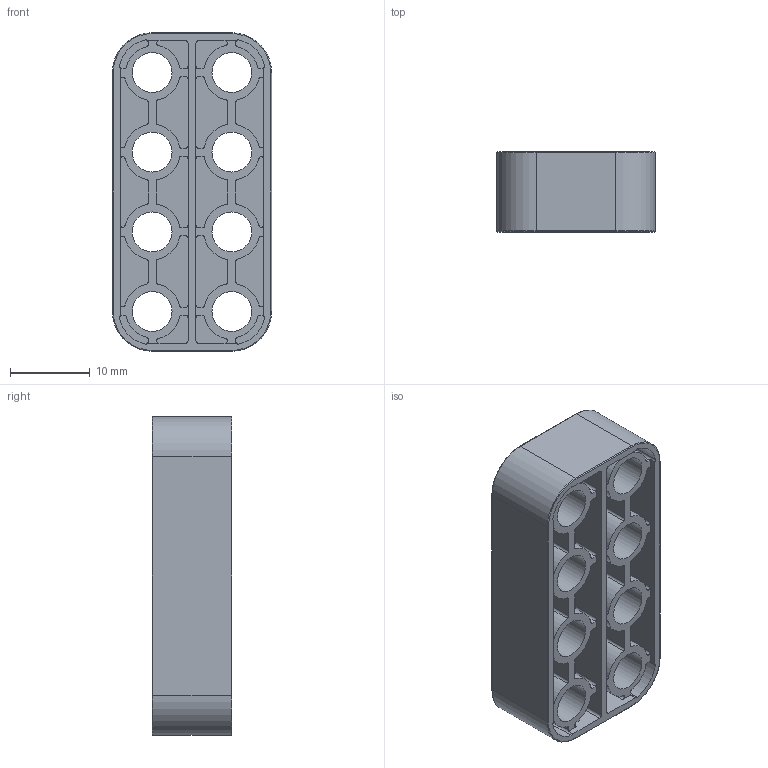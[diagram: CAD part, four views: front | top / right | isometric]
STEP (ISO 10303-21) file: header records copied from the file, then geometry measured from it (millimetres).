
FILE_DESCRIPTION(/* description */ (''),/* implementation_level */ '2;1');
FILE_NAME(/* name */ 'S4x2.stp',/* time_stamp */ '2019-05-05T21:01:04+02:00',/* author */ ('Varga Daniel'),/* organization */ (''),/* preprocessor_version */ 'ST-DEVELOPER v18',/* originating_system */ 'Autodesk Inventor 2020',/* authorisation */ '');
FILE_SCHEMA (('AUTOMOTIVE_DESIGN { 1 0 10303 214 3 1 1 }'));
Length unit declared in the file: millimetre
Products named in the file (1): S4x2
Bounding box: 20 x 10 x 40 mm (x, y, z)
Volume: 3245 mm3; surface area: 6346.7 mm2
Topology: 1 solids, 1 shells, 422 faces, 1232 edges, 816 vertices
Faces by surface type: cylinder 276, plane 138, torus 8
Full cylindrical faces by diameter (mm): 5 x8
Entity records: 14297 total; most frequent: DIRECTION 2654, CARTESIAN_POINT 2471, ORIENTED_EDGE 2464, EDGE_CURVE 1232, AXIS2_PLACEMENT_3D 999, VERTEX_POINT 816, LINE 656, VECTOR 656
